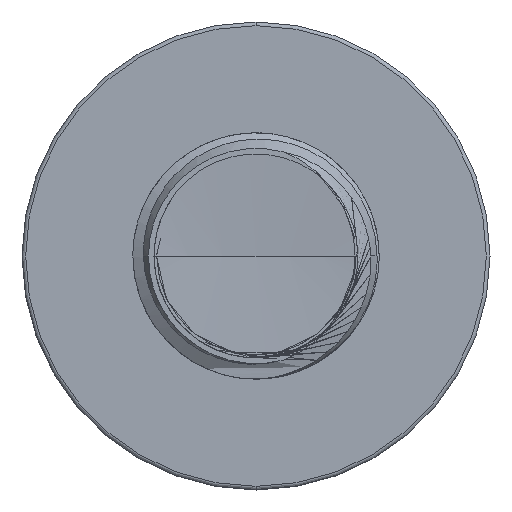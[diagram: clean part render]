
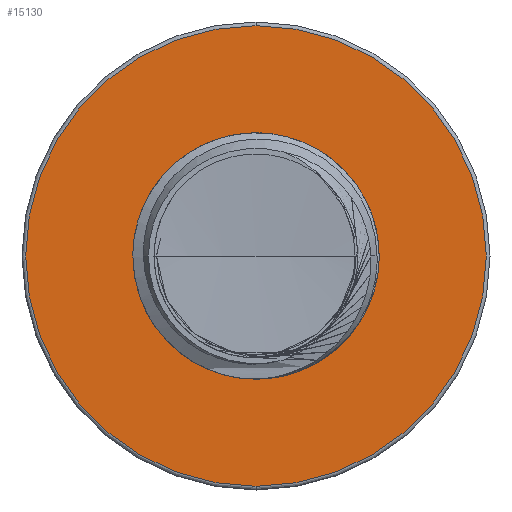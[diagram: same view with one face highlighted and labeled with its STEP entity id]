
A CAD part, front view. The second image highlights one B-rep face of the part: STEP entity #15130.
In plain terms, the highlighted planar face has unit normal (0, -1, 0).
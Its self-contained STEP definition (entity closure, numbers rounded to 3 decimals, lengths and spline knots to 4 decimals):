
#1932 = DIRECTION ( 'NONE',  ( 0., -1., 0. ) ) ;
#2241 = CARTESIAN_POINT ( 'NONE',  ( 0., 45., -4.675 ) ) ;
#2791 = CARTESIAN_POINT ( 'NONE',  ( 0., 45., -2.4379 ) ) ;
#4973 = DIRECTION ( 'NONE',  ( 0., -1., 0. ) ) ;
#5532 = ORIENTED_EDGE ( 'NONE', *, *, #6294, .F. ) ;
#6294 = EDGE_CURVE ( 'NONE', #13180, #7176, #20532, .T. ) ;
#7069 = AXIS2_PLACEMENT_3D ( 'NONE', #18014, #1932, #30340 ) ;
#7176 = VERTEX_POINT ( 'NONE', #2791 ) ;
#8256 = DIRECTION ( 'NONE',  ( 0., -1., 0. ) ) ;
#10710 = AXIS2_PLACEMENT_3D ( 'NONE', #29619, #4973, #33636 ) ;
#11153 = CIRCLE ( 'NONE', #10710, 4.675 ) ;
#12294 = EDGE_CURVE ( 'NONE', #15195, #48011, #16454, .T. ) ;
#12385 = DIRECTION ( 'NONE',  ( 0., -1., 0. ) ) ;
#13180 = VERTEX_POINT ( 'NONE', #36553 ) ;
#14048 = AXIS2_PLACEMENT_3D ( 'NONE', #32924, #8256, #36932 ) ;
#15130 = ADVANCED_FACE ( 'NONE', ( #39188, #46269 ), #48475, .T. ) ;
#15195 = VERTEX_POINT ( 'NONE', #2241 ) ;
#16241 = EDGE_LOOP ( 'NONE', ( #48829, #32515 ) ) ;
#16454 = CIRCLE ( 'NONE', #14048, 4.675 ) ;
#18014 = CARTESIAN_POINT ( 'NONE',  ( 0., 45., 2.4379 ) ) ;
#18385 = CARTESIAN_POINT ( 'NONE',  ( 0., 45., 4.675 ) ) ;
#20532 = CIRCLE ( 'NONE', #37531, 2.4379 ) ;
#23013 = EDGE_CURVE ( 'NONE', #48011, #15195, #11153, .T. ) ;
#25006 = CIRCLE ( 'NONE', #40607, 2.4379 ) ;
#29619 = CARTESIAN_POINT ( 'NONE',  ( 0., 45., 0. ) ) ;
#30340 = DIRECTION ( 'NONE',  ( 0., 0., -1. ) ) ;
#30984 = EDGE_LOOP ( 'NONE', ( #47398, #5532 ) ) ;
#32515 = ORIENTED_EDGE ( 'NONE', *, *, #23013, .T. ) ;
#32924 = CARTESIAN_POINT ( 'NONE',  ( 0., 45., 0. ) ) ;
#33636 = DIRECTION ( 'NONE',  ( 0., 0., -1. ) ) ;
#36553 = CARTESIAN_POINT ( 'NONE',  ( 0., 45., 2.4379 ) ) ;
#36847 = CARTESIAN_POINT ( 'NONE',  ( 0., 45., 0. ) ) ;
#36932 = DIRECTION ( 'NONE',  ( 0., 0., -1. ) ) ;
#37531 = AXIS2_PLACEMENT_3D ( 'NONE', #46258, #46221, #46215 ) ;
#39188 = FACE_OUTER_BOUND ( 'NONE', #16241, .T. ) ;
#40607 = AXIS2_PLACEMENT_3D ( 'NONE', #36847, #12385, #40671 ) ;
#40671 = DIRECTION ( 'NONE',  ( 0., 0., -1. ) ) ;
#46215 = DIRECTION ( 'NONE',  ( 0., 0., -1. ) ) ;
#46221 = DIRECTION ( 'NONE',  ( 0., -1., 0. ) ) ;
#46258 = CARTESIAN_POINT ( 'NONE',  ( 0., 45., 0. ) ) ;
#46269 = FACE_BOUND ( 'NONE', #30984, .T. ) ;
#47373 = EDGE_CURVE ( 'NONE', #7176, #13180, #25006, .T. ) ;
#47398 = ORIENTED_EDGE ( 'NONE', *, *, #47373, .F. ) ;
#48011 = VERTEX_POINT ( 'NONE', #18385 ) ;
#48475 = PLANE ( 'NONE',  #7069 ) ;
#48829 = ORIENTED_EDGE ( 'NONE', *, *, #12294, .T. ) ;
